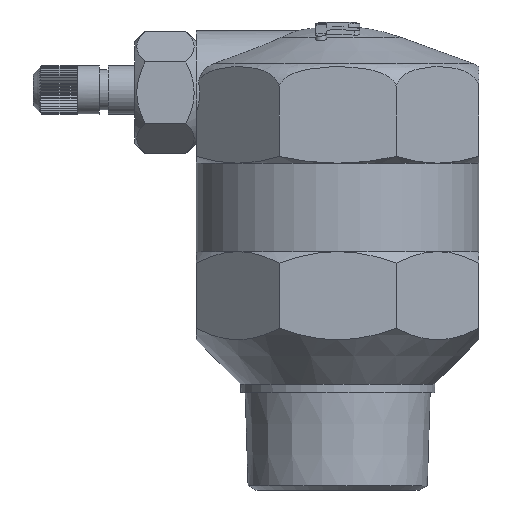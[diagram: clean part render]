
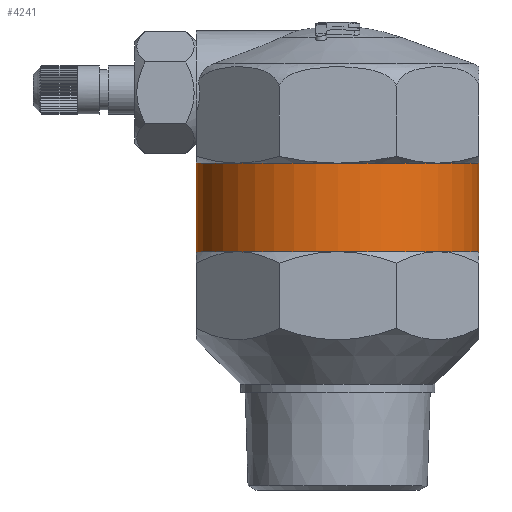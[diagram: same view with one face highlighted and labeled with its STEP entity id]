
A CAD part, front view. The second image highlights one B-rep face of the part: STEP entity #4241.
In plain terms, the highlighted cylindrical face has radius 16 mm (diameter 32 mm), a full revolution.
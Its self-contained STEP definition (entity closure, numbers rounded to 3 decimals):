
#1117=FACE_BOUND('',#1571,.T.);
#1325=FACE_OUTER_BOUND('',#1570,.T.);
#1570=EDGE_LOOP('',(#3905,#3906,#3907,#3908,#3909,#3910,#3911,#3912));
#1571=EDGE_LOOP('',(#3913,#3914,#3915,#3916,#3917,#3918,#3919,#3920));
#1730=CIRCLE('',#4592,16.);
#1731=CIRCLE('',#4594,16.);
#1732=CIRCLE('',#4596,16.);
#1733=CIRCLE('',#4598,16.);
#1734=CIRCLE('',#4600,16.);
#1735=CIRCLE('',#4602,16.);
#1736=CIRCLE('',#4604,16.);
#1737=CIRCLE('',#4606,16.);
#1738=CIRCLE('',#4616,16.);
#1739=CIRCLE('',#4617,16.);
#1740=CIRCLE('',#4618,16.);
#1741=CIRCLE('',#4619,16.);
#1742=CIRCLE('',#4620,16.);
#1743=CIRCLE('',#4621,16.);
#1744=CIRCLE('',#4622,16.);
#1745=CIRCLE('',#4623,16.);
#2119=VERTEX_POINT('',#7368);
#2121=VERTEX_POINT('',#7373);
#2122=VERTEX_POINT('',#7379);
#2125=VERTEX_POINT('',#7390);
#2126=VERTEX_POINT('',#7399);
#2129=VERTEX_POINT('',#7410);
#2131=VERTEX_POINT('',#7420);
#2132=VERTEX_POINT('',#7429);
#2135=VERTEX_POINT('',#7464);
#2136=VERTEX_POINT('',#7465);
#2137=VERTEX_POINT('',#7467);
#2138=VERTEX_POINT('',#7469);
#2139=VERTEX_POINT('',#7471);
#2140=VERTEX_POINT('',#7473);
#2141=VERTEX_POINT('',#7475);
#2142=VERTEX_POINT('',#7477);
#2703=EDGE_CURVE('',#2119,#2121,#1730,.T.);
#2706=EDGE_CURVE('',#2122,#2119,#1731,.T.);
#2710=EDGE_CURVE('',#2121,#2125,#1732,.T.);
#2712=EDGE_CURVE('',#2126,#2122,#1733,.T.);
#2716=EDGE_CURVE('',#2125,#2129,#1734,.T.);
#2719=EDGE_CURVE('',#2129,#2131,#1735,.T.);
#2721=EDGE_CURVE('',#2132,#2126,#1736,.T.);
#2725=EDGE_CURVE('',#2131,#2132,#1737,.T.);
#2734=EDGE_CURVE('',#2135,#2136,#1738,.T.);
#2735=EDGE_CURVE('',#2136,#2137,#1739,.T.);
#2736=EDGE_CURVE('',#2137,#2138,#1740,.T.);
#2737=EDGE_CURVE('',#2138,#2139,#1741,.T.);
#2738=EDGE_CURVE('',#2139,#2140,#1742,.T.);
#2739=EDGE_CURVE('',#2140,#2141,#1743,.T.);
#2740=EDGE_CURVE('',#2141,#2142,#1744,.T.);
#2741=EDGE_CURVE('',#2142,#2135,#1745,.T.);
#3905=ORIENTED_EDGE('',*,*,#2725,.F.);
#3906=ORIENTED_EDGE('',*,*,#2719,.F.);
#3907=ORIENTED_EDGE('',*,*,#2716,.F.);
#3908=ORIENTED_EDGE('',*,*,#2710,.F.);
#3909=ORIENTED_EDGE('',*,*,#2703,.F.);
#3910=ORIENTED_EDGE('',*,*,#2706,.F.);
#3911=ORIENTED_EDGE('',*,*,#2712,.F.);
#3912=ORIENTED_EDGE('',*,*,#2721,.F.);
#3913=ORIENTED_EDGE('',*,*,#2734,.T.);
#3914=ORIENTED_EDGE('',*,*,#2735,.T.);
#3915=ORIENTED_EDGE('',*,*,#2736,.T.);
#3916=ORIENTED_EDGE('',*,*,#2737,.T.);
#3917=ORIENTED_EDGE('',*,*,#2738,.T.);
#3918=ORIENTED_EDGE('',*,*,#2739,.T.);
#3919=ORIENTED_EDGE('',*,*,#2740,.T.);
#3920=ORIENTED_EDGE('',*,*,#2741,.T.);
#4033=CYLINDRICAL_SURFACE('',#4615,16.);
#4241=ADVANCED_FACE('',(#1325,#1117),#4033,.T.);
#4592=AXIS2_PLACEMENT_3D('',#7374,#5561,#5562);
#4594=AXIS2_PLACEMENT_3D('',#7384,#5565,#5566);
#4596=AXIS2_PLACEMENT_3D('',#7397,#5569,#5570);
#4598=AXIS2_PLACEMENT_3D('',#7404,#5573,#5574);
#4600=AXIS2_PLACEMENT_3D('',#7417,#5577,#5578);
#4602=AXIS2_PLACEMENT_3D('',#7427,#5581,#5582);
#4604=AXIS2_PLACEMENT_3D('',#7434,#5585,#5586);
#4606=AXIS2_PLACEMENT_3D('',#7446,#5589,#5590);
#4615=AXIS2_PLACEMENT_3D('',#7463,#5615,#5616);
#4616=AXIS2_PLACEMENT_3D('',#7466,#5617,#5618);
#4617=AXIS2_PLACEMENT_3D('',#7468,#5619,#5620);
#4618=AXIS2_PLACEMENT_3D('',#7470,#5621,#5622);
#4619=AXIS2_PLACEMENT_3D('',#7472,#5623,#5624);
#4620=AXIS2_PLACEMENT_3D('',#7474,#5625,#5626);
#4621=AXIS2_PLACEMENT_3D('',#7476,#5627,#5628);
#4622=AXIS2_PLACEMENT_3D('',#7478,#5629,#5630);
#4623=AXIS2_PLACEMENT_3D('',#7479,#5631,#5632);
#5561=DIRECTION('center_axis',(0.,0.,-1.));
#5562=DIRECTION('ref_axis',(1.,0.,0.));
#5565=DIRECTION('center_axis',(0.,0.,-1.));
#5566=DIRECTION('ref_axis',(1.,0.,0.));
#5569=DIRECTION('center_axis',(0.,0.,-1.));
#5570=DIRECTION('ref_axis',(1.,0.,0.));
#5573=DIRECTION('center_axis',(0.,0.,-1.));
#5574=DIRECTION('ref_axis',(1.,0.,0.));
#5577=DIRECTION('center_axis',(0.,0.,-1.));
#5578=DIRECTION('ref_axis',(1.,0.,0.));
#5581=DIRECTION('center_axis',(0.,0.,-1.));
#5582=DIRECTION('ref_axis',(1.,0.,0.));
#5585=DIRECTION('center_axis',(0.,0.,-1.));
#5586=DIRECTION('ref_axis',(1.,0.,0.));
#5589=DIRECTION('center_axis',(0.,0.,-1.));
#5590=DIRECTION('ref_axis',(1.,0.,0.));
#5615=DIRECTION('center_axis',(0.,0.,-1.));
#5616=DIRECTION('ref_axis',(1.,0.,0.));
#5617=DIRECTION('center_axis',(0.,0.,-1.));
#5618=DIRECTION('ref_axis',(0.924,-0.383,0.));
#5619=DIRECTION('center_axis',(0.,0.,-1.));
#5620=DIRECTION('ref_axis',(0.924,-0.383,0.));
#5621=DIRECTION('center_axis',(0.,0.,-1.));
#5622=DIRECTION('ref_axis',(0.924,-0.383,0.));
#5623=DIRECTION('center_axis',(0.,0.,-1.));
#5624=DIRECTION('ref_axis',(0.924,-0.383,0.));
#5625=DIRECTION('center_axis',(0.,0.,-1.));
#5626=DIRECTION('ref_axis',(0.924,-0.383,0.));
#5627=DIRECTION('center_axis',(0.,0.,-1.));
#5628=DIRECTION('ref_axis',(0.924,-0.383,0.));
#5629=DIRECTION('center_axis',(0.,0.,-1.));
#5630=DIRECTION('ref_axis',(0.924,-0.383,0.));
#5631=DIRECTION('center_axis',(0.,0.,-1.));
#5632=DIRECTION('ref_axis',(0.924,-0.383,0.));
#7368=CARTESIAN_POINT('',(16.,0.,-4.));
#7373=CARTESIAN_POINT('',(11.314,-11.314,-4.));
#7374=CARTESIAN_POINT('Origin',(0.,0.,-4.));
#7379=CARTESIAN_POINT('',(11.314,11.314,-4.));
#7384=CARTESIAN_POINT('Origin',(0.,0.,-4.));
#7390=CARTESIAN_POINT('',(0.,-16.,-4.));
#7397=CARTESIAN_POINT('Origin',(0.,0.,-4.));
#7399=CARTESIAN_POINT('',(0.,16.,-4.));
#7404=CARTESIAN_POINT('Origin',(0.,0.,-4.));
#7410=CARTESIAN_POINT('',(-11.314,-11.314,-4.));
#7417=CARTESIAN_POINT('Origin',(0.,0.,-4.));
#7420=CARTESIAN_POINT('',(-16.,0.,-4.));
#7427=CARTESIAN_POINT('Origin',(0.,0.,-4.));
#7429=CARTESIAN_POINT('',(-11.314,11.314,-4.));
#7434=CARTESIAN_POINT('Origin',(0.,0.,-4.));
#7446=CARTESIAN_POINT('Origin',(0.,0.,-4.));
#7463=CARTESIAN_POINT('Origin',(0.,0.,6.));
#7464=CARTESIAN_POINT('',(-11.314,-11.314,6.));
#7465=CARTESIAN_POINT('',(-16.,0.,6.));
#7466=CARTESIAN_POINT('Origin',(0.,0.,
6.));
#7467=CARTESIAN_POINT('',(-11.314,11.314,6.));
#7468=CARTESIAN_POINT('Origin',(0.,0.,
6.));
#7469=CARTESIAN_POINT('',(0.,16.,6.));
#7470=CARTESIAN_POINT('Origin',(0.,0.,
6.));
#7471=CARTESIAN_POINT('',(11.314,11.314,6.));
#7472=CARTESIAN_POINT('Origin',(0.,0.,
6.));
#7473=CARTESIAN_POINT('',(16.,0.,6.));
#7474=CARTESIAN_POINT('Origin',(0.,0.,
6.));
#7475=CARTESIAN_POINT('',(11.314,-11.314,6.));
#7476=CARTESIAN_POINT('Origin',(0.,0.,
6.));
#7477=CARTESIAN_POINT('',(0.,-16.,6.));
#7478=CARTESIAN_POINT('Origin',(0.,0.,
6.));
#7479=CARTESIAN_POINT('Origin',(0.,0.,
6.));
